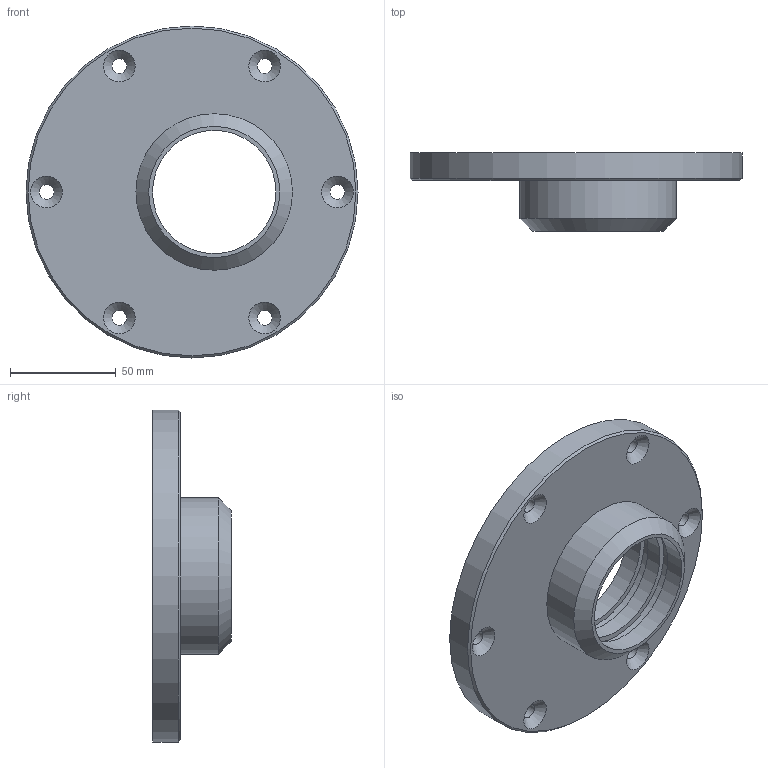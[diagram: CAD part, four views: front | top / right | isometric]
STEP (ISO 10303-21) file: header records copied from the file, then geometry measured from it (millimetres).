
FILE_DESCRIPTION(('FreeCAD Model'),'2;1');
FILE_NAME('Open CASCADE Shape Model','2022-11-21T20:28:28',(''),(''), 'Open CASCADE STEP processor 7.6','FreeCAD','Unknown');
FILE_SCHEMA(('AUTOMOTIVE_DESIGN { 1 0 10303 214 1 1 1 1 }'));
Length unit declared in the file: millimetre
Products named in the file (1): Body
Bounding box: 157 x 37 x 157 mm (x, y, z)
Volume: 242158 mm3; surface area: 54239.1 mm2
Topology: 1 solids, 1 shells, 28 faces, 55 edges, 34 vertices
Faces by surface type: cylinder 13, cone 8, plane 7
Full cylindrical faces by diameter (mm): 7 x6, 58.35 x3, 63.6 x2, 74 x1, 157 x1
Entity records: 1560 total; most frequent: CARTESIAN_POINT 360, DIRECTION 235, ORIENTED_EDGE 110, PCURVE 110, DEFINITIONAL_REPRESENTATION 110, LINE 105, VECTOR 105, AXIS2_PLACEMENT_3D 63
